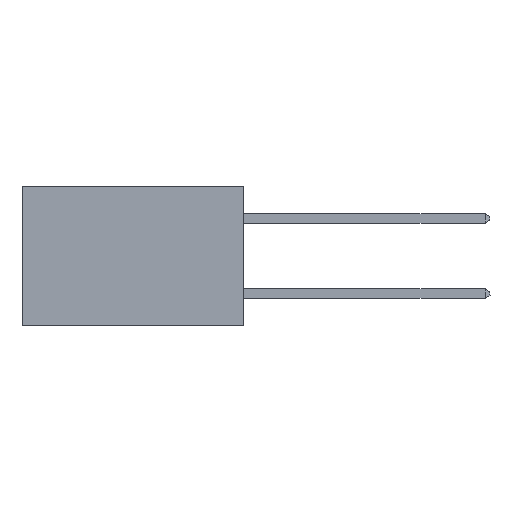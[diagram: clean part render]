
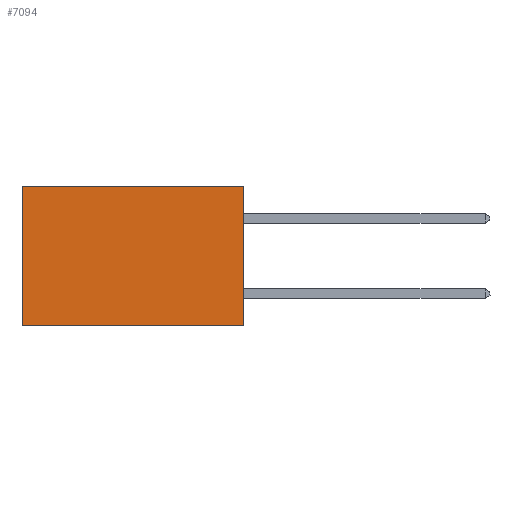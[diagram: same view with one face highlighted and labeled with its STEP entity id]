
A CAD part, left-side view. The second image highlights one B-rep face of the part: STEP entity #7094.
In plain terms, the highlighted planar face has unit normal (-1, 0, 0).
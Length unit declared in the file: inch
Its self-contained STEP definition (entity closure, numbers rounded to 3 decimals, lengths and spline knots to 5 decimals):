
#251 = CARTESIAN_POINT ( 'NONE',  ( 0.277, 0., -0.37 ) ) ;
#469 = LINE ( 'NONE', #4396, #7841 ) ;
#687 = VERTEX_POINT ( 'NONE', #6958 ) ;
#1139 = DIRECTION ( 'NONE',  ( 0., 1., 0. ) ) ;
#1198 = EDGE_CURVE ( 'NONE', #6929, #687, #469, .T. ) ;
#1777 = EDGE_CURVE ( 'NONE', #3085, #6929, #7603, .T. ) ;
#2236 = VECTOR ( 'NONE', #6881, 39.37008 ) ;
#2386 = CARTESIAN_POINT ( 'NONE',  ( 0.277, 0., 0. ) ) ;
#2428 = EDGE_CURVE ( 'NONE', #2882, #687, #4876, .T. ) ;
#2439 = EDGE_CURVE ( 'NONE', #3085, #2882, #2486, .T. ) ;
#2486 = LINE ( 'NONE', #5689, #2236 ) ;
#2882 = VERTEX_POINT ( 'NONE', #4600 ) ;
#3085 = VERTEX_POINT ( 'NONE', #2386 ) ;
#3555 = EDGE_LOOP ( 'NONE', ( #4446, #4516, #4550, #4570 ) ) ;
#4396 = CARTESIAN_POINT ( 'NONE',  ( 0.277, 0.59, -0.37 ) ) ;
#4446 = ORIENTED_EDGE ( 'NONE', *, *, #1198, .T. ) ;
#4516 = ORIENTED_EDGE ( 'NONE', *, *, #2428, .F. ) ;
#4523 = FACE_OUTER_BOUND ( 'NONE', #3555, .T. ) ;
#4550 = ORIENTED_EDGE ( 'NONE', *, *, #2439, .F. ) ;
#4570 = ORIENTED_EDGE ( 'NONE', *, *, #1777, .T. ) ;
#4600 = CARTESIAN_POINT ( 'NONE',  ( 0.277, 0., -0.37 ) ) ;
#4639 = VECTOR ( 'NONE', #5005, 39.37008 ) ;
#4660 = AXIS2_PLACEMENT_3D ( 'NONE', #6605, #7241, #7824 ) ;
#4876 = LINE ( 'NONE', #251, #4639 ) ;
#5005 = DIRECTION ( 'NONE',  ( 0., 1., 0. ) ) ;
#5033 = CARTESIAN_POINT ( 'NONE',  ( 0.277, 0.59, 0. ) ) ;
#5564 = DIRECTION ( 'NONE',  ( 0., 0., -1. ) ) ;
#5689 = CARTESIAN_POINT ( 'NONE',  ( 0.277, 0., -0.37 ) ) ;
#5825 = VECTOR ( 'NONE', #1139, 39.37008 ) ;
#5935 = CARTESIAN_POINT ( 'NONE',  ( 0.277, 0., 0. ) ) ;
#6605 = CARTESIAN_POINT ( 'NONE',  ( 0.277, 0., -0.37 ) ) ;
#6881 = DIRECTION ( 'NONE',  ( 0., 0., -1. ) ) ;
#6929 = VERTEX_POINT ( 'NONE', #5033 ) ;
#6958 = CARTESIAN_POINT ( 'NONE',  ( 0.277, 0.59, -0.37 ) ) ;
#7094 = ADVANCED_FACE ( 'NONE', ( #4523 ), #7266, .F. ) ;
#7241 = DIRECTION ( 'NONE',  ( 1., 0., 0. ) ) ;
#7266 = PLANE ( 'NONE',  #4660 ) ;
#7603 = LINE ( 'NONE', #5935, #5825 ) ;
#7824 = DIRECTION ( 'NONE',  ( 0., 0., -1. ) ) ;
#7841 = VECTOR ( 'NONE', #5564, 39.37008 ) ;
